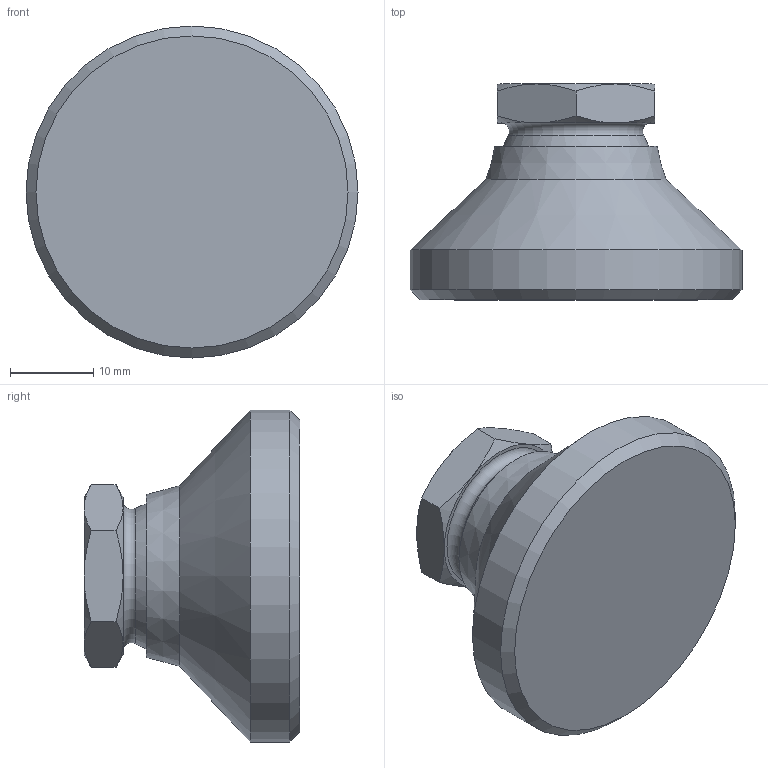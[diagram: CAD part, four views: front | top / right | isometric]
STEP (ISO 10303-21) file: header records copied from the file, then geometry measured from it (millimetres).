
FILE_DESCRIPTION( ( 'STEP AP214' ), '1' );
FILE_NAME( 'K0395.212_0.stp', '2020-12-07T10:25:40', ( '' ), ( '' ), ' ', 'PARTsolutions', ' ' );
FILE_SCHEMA( ( 'AUTOMOTIVE_DESIGN { 1 0 10303 214 1 1 1 1 }' ) );
Length unit declared in the file: millimetre
Products named in the file (1): _K0395.212_0
Bounding box: 40 x 26 x 40 mm (x, y, z)
Volume: 15742.1 mm3; surface area: 6041.7 mm2
Topology: 1 solids, 2 shells, 37 faces, 75 edges, 43 vertices
Faces by surface type: cone 20, plane 11, cylinder 4, sphere 1, torus 1
Full cylindrical faces by diameter (mm): 10.106 x1, 18.5 x1, 19 x1, 40 x1
Entity records: 1266 total; most frequent: CARTESIAN_POINT 282, DIRECTION 138, ORIENTED_EDGE 116, AXIS2_PLACEMENT_3D 66, EDGE_CURVE 58, EDGE_LOOP 52, FACE_OUTER_BOUND 43, VERTEX_POINT 42
